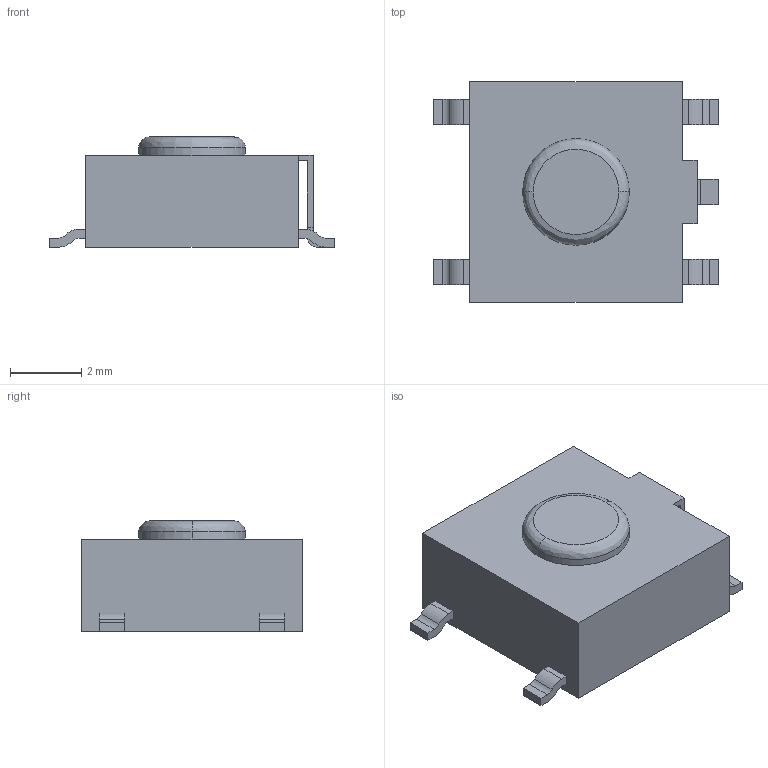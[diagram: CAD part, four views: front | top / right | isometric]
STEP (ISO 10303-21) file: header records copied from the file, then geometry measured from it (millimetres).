
FILE_DESCRIPTION (( 'STEP AP214' ), '1' );
FILE_NAME ('c-1-1437565-7-d1-3d.STEP', '2015-06-17T16:50:24', ( '' ), ( '' ), 'SwSTEP 2.0', 'SolidWorks 2014', '' );
FILE_SCHEMA (( 'AUTOMOTIVE_DESIGN' ));
Length unit declared in the file: millimetre
Products named in the file (1): c-1-1437565-7-d1-3d
Bounding box: 8 x 6.2 x 3.1 mm (x, y, z)
Volume: 101.2 mm3; surface area: 160 mm2
Topology: 1 solids, 1 shells, 69 faces, 184 edges, 122 vertices
Faces by surface type: plane 47, cylinder 20, bspline 2
Entity records: 2849 total; most frequent: CARTESIAN_POINT 412, ORIENTED_EDGE 368, DIRECTION 360, EDGE_CURVE 184, VECTOR 140, LINE 140, VERTEX_POINT 122, AXIS2_PLACEMENT_3D 110
